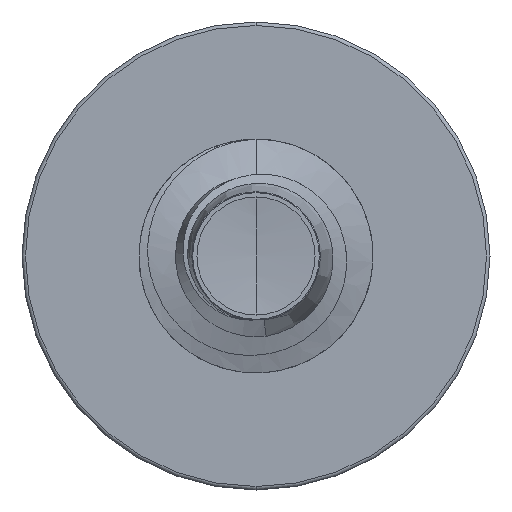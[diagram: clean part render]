
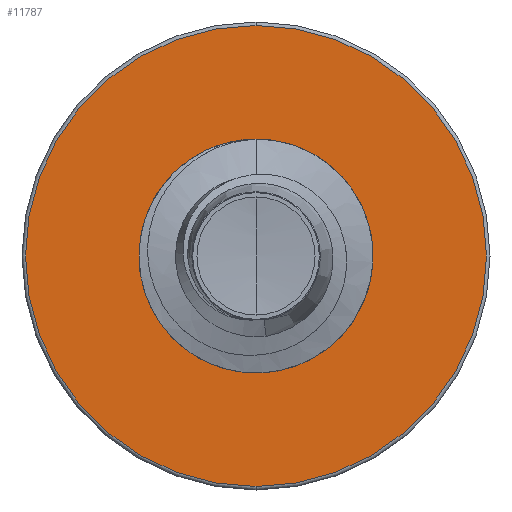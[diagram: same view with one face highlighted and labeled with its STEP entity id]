
A CAD part, front view. The second image highlights one B-rep face of the part: STEP entity #11787.
In plain terms, the highlighted planar face has unit normal (0, -1, 0).
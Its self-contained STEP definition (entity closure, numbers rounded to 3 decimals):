
#324 = AXIS2_PLACEMENT_3D ( 'NONE', #7313, #7273, #7256 ) ;
#718 = AXIS2_PLACEMENT_3D ( 'NONE', #10341, #10331, #10320 ) ;
#1186 = AXIS2_PLACEMENT_3D ( 'NONE', #1602, #1580, #1557 ) ;
#1448 = ORIENTED_EDGE ( 'NONE', *, *, #12300, .T. ) ;
#1462 = CIRCLE ( 'NONE', #718, 3.448 ) ;
#1491 = AXIS2_PLACEMENT_3D ( 'NONE', #4511, #4493, #4458 ) ;
#1557 = DIRECTION ( 'NONE',  ( 0., 0., 1. ) ) ;
#1580 = DIRECTION ( 'NONE',  ( 0., 1., 0. ) ) ;
#1602 = CARTESIAN_POINT ( 'NONE',  ( 0., 5., 0. ) ) ;
#2484 = AXIS2_PLACEMENT_3D ( 'NONE', #6806, #6790, #6778 ) ;
#4002 = FACE_OUTER_BOUND ( 'NONE', #9578, .T. ) ;
#4238 = CARTESIAN_POINT ( 'NONE',  ( 0., 5., 3.448 ) ) ;
#4458 = DIRECTION ( 'NONE',  ( 0., 0., 1. ) ) ;
#4493 = DIRECTION ( 'NONE',  ( 0., 1., 0. ) ) ;
#4511 = CARTESIAN_POINT ( 'NONE',  ( 0., 5., 0. ) ) ;
#5607 = CIRCLE ( 'NONE', #1491, 1.722 ) ;
#6170 = ORIENTED_EDGE ( 'NONE', *, *, #11191, .F. ) ;
#6222 = CIRCLE ( 'NONE', #2484, 1.722 ) ;
#6233 = CIRCLE ( 'NONE', #1186, 3.448 ) ;
#6778 = DIRECTION ( 'NONE',  ( 0., 0., 1. ) ) ;
#6790 = DIRECTION ( 'NONE',  ( 0., 1., 0. ) ) ;
#6806 = CARTESIAN_POINT ( 'NONE',  ( 0., 5., 0. ) ) ;
#6830 = VERTEX_POINT ( 'NONE', #12000 ) ;
#7256 = DIRECTION ( 'NONE',  ( 0., 0., 1. ) ) ;
#7273 = DIRECTION ( 'NONE',  ( 0., 1., 0. ) ) ;
#7313 = CARTESIAN_POINT ( 'NONE',  ( 0., 5., -1.722 ) ) ;
#7349 = PLANE ( 'NONE',  #324 ) ;
#7573 = ORIENTED_EDGE ( 'NONE', *, *, #10590, .F. ) ;
#7619 = VERTEX_POINT ( 'NONE', #11698 ) ;
#8037 = CARTESIAN_POINT ( 'NONE',  ( 0., 5., -1.722 ) ) ;
#9252 = VERTEX_POINT ( 'NONE', #8037 ) ;
#9578 = EDGE_LOOP ( 'NONE', ( #7573, #6170 ) ) ;
#9778 = FACE_BOUND ( 'NONE', #11385, .T. ) ;
#10319 = EDGE_CURVE ( 'NONE', #7619, #9252, #5607, .T. ) ;
#10320 = DIRECTION ( 'NONE',  ( 0., 0., 1. ) ) ;
#10331 = DIRECTION ( 'NONE',  ( 0., 1., 0. ) ) ;
#10341 = CARTESIAN_POINT ( 'NONE',  ( 0., 5., 0. ) ) ;
#10590 = EDGE_CURVE ( 'NONE', #12534, #6830, #6233, .T. ) ;
#11191 = EDGE_CURVE ( 'NONE', #6830, #12534, #1462, .T. ) ;
#11385 = EDGE_LOOP ( 'NONE', ( #11752, #1448 ) ) ;
#11698 = CARTESIAN_POINT ( 'NONE',  ( 0., 5., 1.722 ) ) ;
#11752 = ORIENTED_EDGE ( 'NONE', *, *, #10319, .T. ) ;
#11787 = ADVANCED_FACE ( 'NONE', ( #4002, #9778 ), #7349, .F. ) ;
#12000 = CARTESIAN_POINT ( 'NONE',  ( 0., 5., -3.447 ) ) ;
#12300 = EDGE_CURVE ( 'NONE', #9252, #7619, #6222, .T. ) ;
#12534 = VERTEX_POINT ( 'NONE', #4238 ) ;
